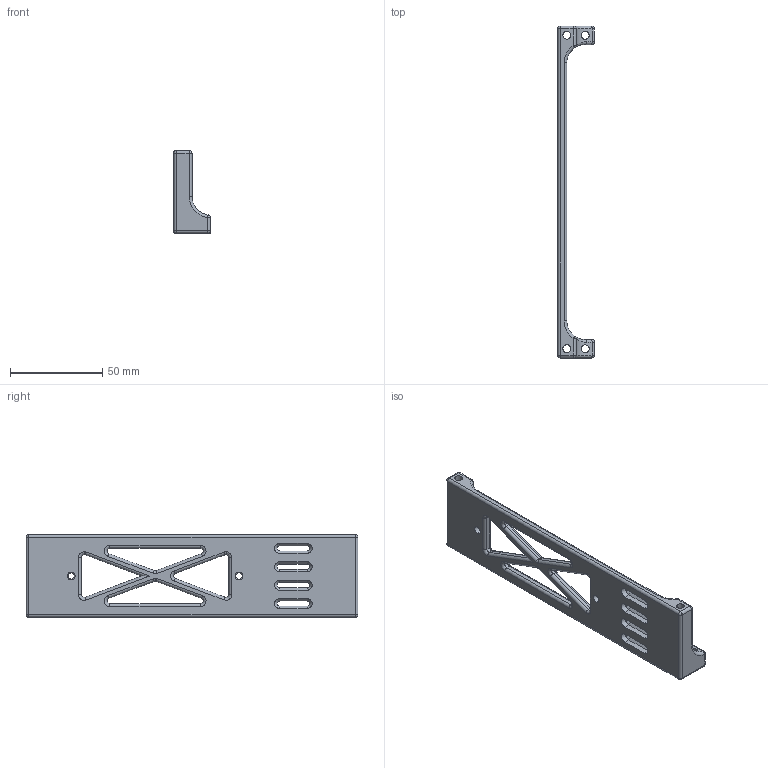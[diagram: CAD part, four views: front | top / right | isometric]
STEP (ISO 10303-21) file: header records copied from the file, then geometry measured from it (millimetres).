
FILE_DESCRIPTION (( 'STEP AP214' ), '1' );
FILE_NAME ('backPanelComboMount.STEP', '2025-09-18T19:08:18', ( '' ), ( '' ), 'SwSTEP 2.0', 'SolidWorks 2024', '' );
FILE_SCHEMA (( 'AUTOMOTIVE_DESIGN' ));
Length unit declared in the file: millimetre
Products named in the file (1): backPanelComboMount
Bounding box: 20 x 180 x 45 mm (x, y, z)
Volume: 36944.7 mm3; surface area: 19636.1 mm2
Topology: 1 solids, 1 shells, 211 faces, 495 edges, 273 vertices
Faces by surface type: cylinder 99, plane 48, torus 36, sphere 14, cone 12, bspline 2
Entity records: 6225 total; most frequent: CARTESIAN_POINT 1283, DIRECTION 1129, ORIENTED_EDGE 964, EDGE_CURVE 482, AXIS2_PLACEMENT_3D 449, VERTEX_POINT 273, EDGE_LOOP 239, CIRCLE 239
